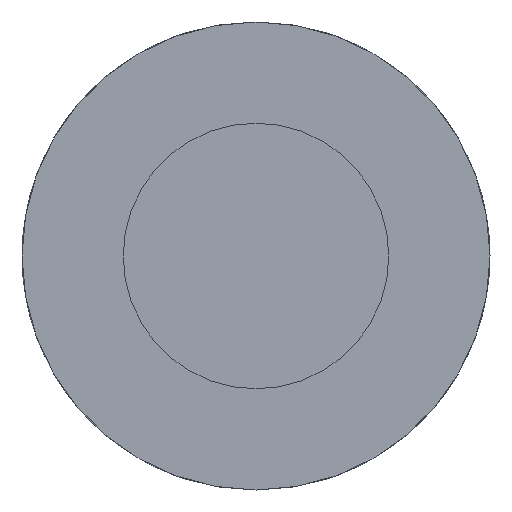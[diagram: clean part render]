
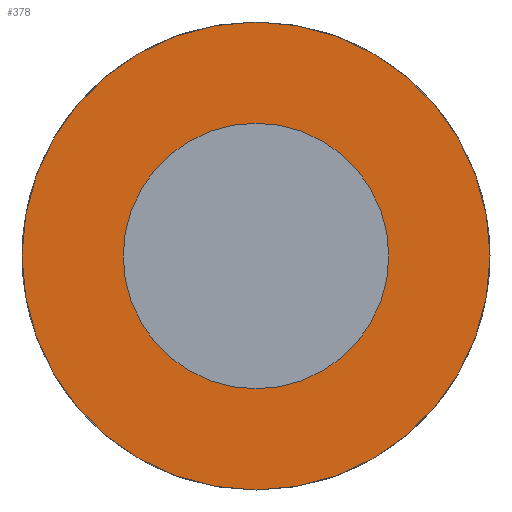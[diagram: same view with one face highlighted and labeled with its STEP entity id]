
A CAD part, front view. The second image highlights one B-rep face of the part: STEP entity #378.
In plain terms, the highlighted planar face has unit normal (0, -1, 0).
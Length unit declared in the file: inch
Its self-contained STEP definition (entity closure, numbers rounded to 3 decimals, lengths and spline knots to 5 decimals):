
#12 = DIRECTION ( 'NONE',  ( 0., -1., 0. ) ) ;
#15 = CARTESIAN_POINT ( 'NONE',  ( 0., 0., 0. ) ) ;
#34 = PLANE ( 'NONE',  #653 ) ;
#38 = EDGE_CURVE ( 'NONE', #523, #149, #347, .T. ) ;
#92 = AXIS2_PLACEMENT_3D ( 'NONE', #524, #156, #107 ) ;
#107 = DIRECTION ( 'NONE',  ( 0., 0., 1. ) ) ;
#137 = CARTESIAN_POINT ( 'NONE',  ( 0., 0., 0. ) ) ;
#149 = VERTEX_POINT ( 'NONE', #162 ) ;
#156 = DIRECTION ( 'NONE',  ( 0., 1., 0. ) ) ;
#162 = CARTESIAN_POINT ( 'NONE',  ( 0., 0., 0.145 ) ) ;
#174 = CARTESIAN_POINT ( 'NONE',  ( 0., 0., 0. ) ) ;
#199 = CARTESIAN_POINT ( 'NONE',  ( 0., 0., -0.145 ) ) ;
#208 = EDGE_CURVE ( 'NONE', #231, #413, #491, .T. ) ;
#231 = VERTEX_POINT ( 'NONE', #497 ) ;
#255 = FACE_BOUND ( 'NONE', #353, .T. ) ;
#261 = FACE_OUTER_BOUND ( 'NONE', #306, .T. ) ;
#290 = ORIENTED_EDGE ( 'NONE', *, *, #661, .F. ) ;
#291 = CIRCLE ( 'NONE', #511, 0.145 ) ;
#296 = CARTESIAN_POINT ( 'NONE',  ( 0., 0., -0.08228 ) ) ;
#306 = EDGE_LOOP ( 'NONE', ( #476, #572 ) ) ;
#309 = EDGE_CURVE ( 'NONE', #149, #523, #291, .T. ) ;
#315 = AXIS2_PLACEMENT_3D ( 'NONE', #174, #659, #594 ) ;
#340 = ORIENTED_EDGE ( 'NONE', *, *, #208, .F. ) ;
#347 = CIRCLE ( 'NONE', #92, 0.145 ) ;
#353 = EDGE_LOOP ( 'NONE', ( #290, #340 ) ) ;
#378 = ADVANCED_FACE ( 'NONE', ( #255, #261 ), #34, .F. ) ;
#413 = VERTEX_POINT ( 'NONE', #296 ) ;
#476 = ORIENTED_EDGE ( 'NONE', *, *, #38, .F. ) ;
#491 = CIRCLE ( 'NONE', #566, 0.08228 ) ;
#493 = DIRECTION ( 'NONE',  ( 0., 1., 0. ) ) ;
#497 = CARTESIAN_POINT ( 'NONE',  ( 0., 0., 0.08228 ) ) ;
#504 = DIRECTION ( 'NONE',  ( 0., 0., 1. ) ) ;
#511 = AXIS2_PLACEMENT_3D ( 'NONE', #643, #493, #546 ) ;
#523 = VERTEX_POINT ( 'NONE', #199 ) ;
#524 = CARTESIAN_POINT ( 'NONE',  ( 0., 0., 0. ) ) ;
#546 = DIRECTION ( 'NONE',  ( 0., 0., 1. ) ) ;
#562 = DIRECTION ( 'NONE',  ( 0., 1., 0. ) ) ;
#566 = AXIS2_PLACEMENT_3D ( 'NONE', #15, #12, #625 ) ;
#572 = ORIENTED_EDGE ( 'NONE', *, *, #309, .F. ) ;
#576 = CIRCLE ( 'NONE', #315, 0.08228 ) ;
#594 = DIRECTION ( 'NONE',  ( 0., 0., -1. ) ) ;
#625 = DIRECTION ( 'NONE',  ( 0., 0., -1. ) ) ;
#643 = CARTESIAN_POINT ( 'NONE',  ( 0., 0., 0. ) ) ;
#653 = AXIS2_PLACEMENT_3D ( 'NONE', #137, #562, #504 ) ;
#659 = DIRECTION ( 'NONE',  ( 0., -1., 0. ) ) ;
#661 = EDGE_CURVE ( 'NONE', #413, #231, #576, .T. ) ;
